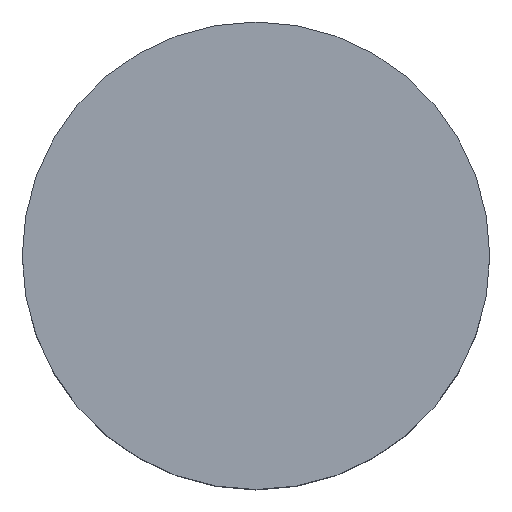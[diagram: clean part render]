
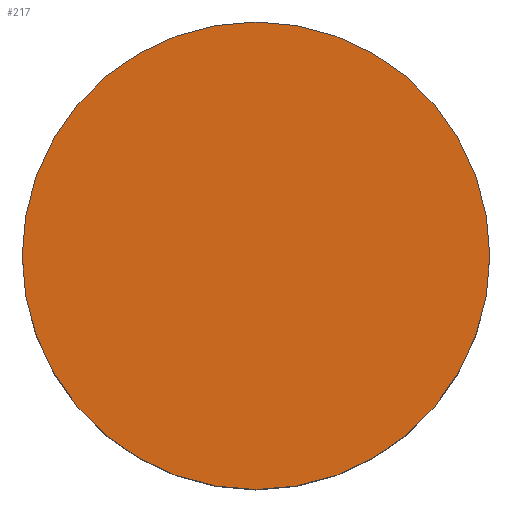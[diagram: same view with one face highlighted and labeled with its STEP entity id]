
A CAD part, top view. The second image highlights one B-rep face of the part: STEP entity #217.
In plain terms, the highlighted planar face has unit normal (0, 0, 1).
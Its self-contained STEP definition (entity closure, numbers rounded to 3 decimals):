
#20 = CIRCLE ( 'NONE', #337, 2. ) ;
#21 = EDGE_CURVE ( 'NONE', #332, #308, #20, .T. ) ;
#22 = DIRECTION ( 'NONE',  ( 0., 0., 1. ) ) ;
#34 = CIRCLE ( 'NONE', #180, 2. ) ;
#43 = DIRECTION ( 'NONE',  ( 1., 0., 0. ) ) ;
#45 = CARTESIAN_POINT ( 'NONE',  ( 0., 0., 0. ) ) ;
#47 = AXIS2_PLACEMENT_3D ( 'NONE', #45, #295, #43 ) ;
#73 = FACE_OUTER_BOUND ( 'NONE', #125, .T. ) ;
#74 = CARTESIAN_POINT ( 'NONE',  ( 0., 0., 0. ) ) ;
#125 = EDGE_LOOP ( 'NONE', ( #227, #310 ) ) ;
#136 = CARTESIAN_POINT ( 'NONE',  ( -2., 0., 0. ) ) ;
#176 = DIRECTION ( 'NONE',  ( 0., 0., 1. ) ) ;
#180 = AXIS2_PLACEMENT_3D ( 'NONE', #74, #22, #189 ) ;
#189 = DIRECTION ( 'NONE',  ( 1., 0., 0. ) ) ;
#216 = CARTESIAN_POINT ( 'NONE',  ( 2., 0., 0. ) ) ;
#217 = ADVANCED_FACE ( 'NONE', ( #73 ), #313, .T. ) ;
#227 = ORIENTED_EDGE ( 'NONE', *, *, #331, .T. ) ;
#295 = DIRECTION ( 'NONE',  ( 0., 0., 1. ) ) ;
#299 = DIRECTION ( 'NONE',  ( 1., 0., 0. ) ) ;
#308 = VERTEX_POINT ( 'NONE', #216 ) ;
#310 = ORIENTED_EDGE ( 'NONE', *, *, #21, .T. ) ;
#313 = PLANE ( 'NONE',  #47 ) ;
#320 = CARTESIAN_POINT ( 'NONE',  ( 0., 0., 0. ) ) ;
#331 = EDGE_CURVE ( 'NONE', #308, #332, #34, .T. ) ;
#332 = VERTEX_POINT ( 'NONE', #136 ) ;
#337 = AXIS2_PLACEMENT_3D ( 'NONE', #320, #176, #299 ) ;
